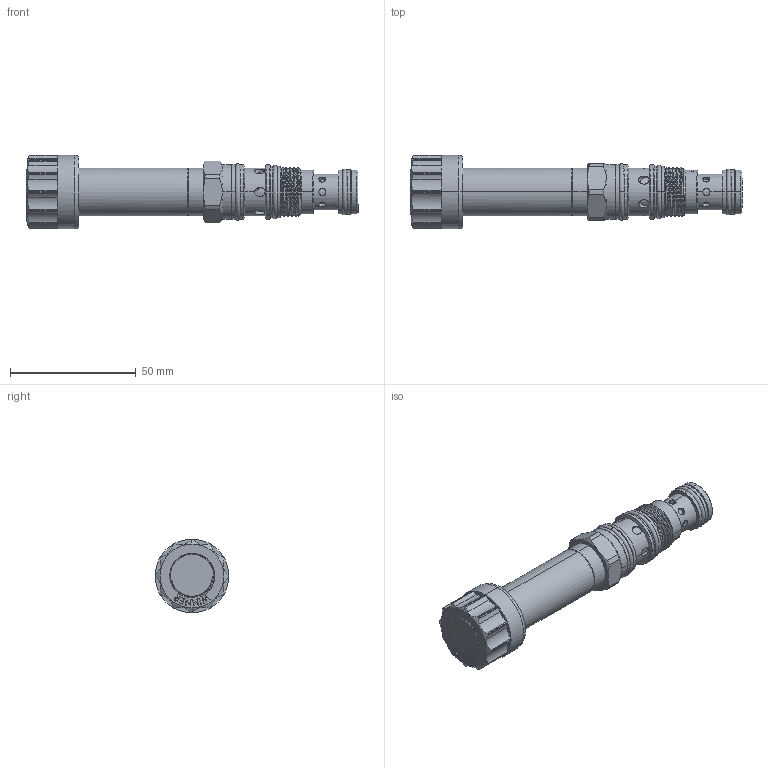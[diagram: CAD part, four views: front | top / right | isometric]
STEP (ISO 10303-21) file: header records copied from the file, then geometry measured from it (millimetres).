
FILE_DESCRIPTION (( 'STEP AP203' ), '1' );
FILE_NAME ('PPD11A3D-N74-1.SLDPRT.STEP', '2024-06-06T05:45:17', ( '' ), ( '' ), 'SwSTEP 2.0', 'SolidWorks 2018', '' );
FILE_SCHEMA (( 'CONFIG_CONTROL_DESIGN' ));
Length unit declared in the file: millimetre
Products named in the file (1): PPD11A3D-N74-1.SLDPRT
Bounding box: 131.8 x 29.2 x 29.2 mm (x, y, z)
Volume: 43994.5 mm3; surface area: 13631.3 mm2
Topology: 1 solids, 5 shells, 422 faces, 1078 edges, 697 vertices
Faces by surface type: cylinder 154, plane 113, cone 109, torus 32, bspline 14
Entity records: 18658 total; most frequent: CARTESIAN_POINT 8834, ORIENTED_EDGE 2152, DIRECTION 1877, EDGE_CURVE 1076, AXIS2_PLACEMENT_3D 721, VERTEX_POINT 697, EDGE_LOOP 459, LINE 435
